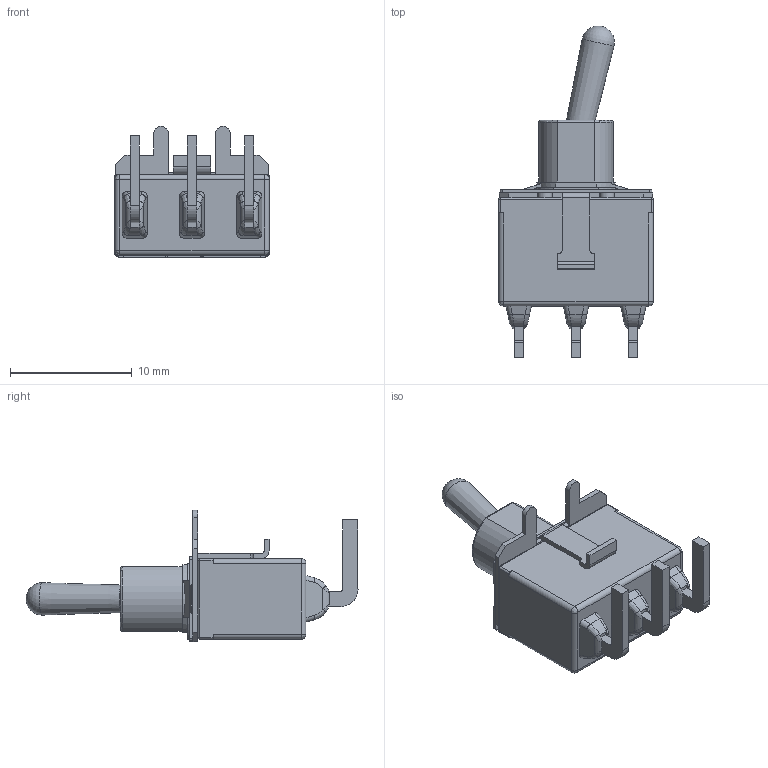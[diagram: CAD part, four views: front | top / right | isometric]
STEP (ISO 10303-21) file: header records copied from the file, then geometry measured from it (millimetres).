
FILE_DESCRIPTION(/* description */ ('STEP AP214'),/* implementation_level */ '2;1');
FILE_NAME(/* name */ 'E103MD1ABE',/* time_stamp */ '2023-03-14T16:51:21+01:00',/* author */ ('License CC BY-ND 4.0'),/* organization */ ('CADENAS'),/* preprocessor_version */ 'ST-DEVELOPER v19.3',/* originating_system */ 'PARTsolutions',/* authorisation */ ' ');
FILE_SCHEMA (('MODEL_BASED_INTEGRATED_MANUFACTURING_SCHEMA','AUTOMOTIVE_DESIGN {1 0 10303 214 3 1 1}'));
Length unit declared in the file: inch
Products named in the file (2): E103MD1ABE; E103MD1ABE_PART1
Assembly tree (1 placements, depth 2):
  E103MD1ABE
    E103MD1ABE_PART1
Bounding box: 12.7 x 27.22 x 10.77 mm (x, y, z)
Volume: 703.5 mm3; surface area: 1706.1 mm2
Topology: 1 solids, 2 shells, 634 faces, 1756 edges, 1121 vertices
Faces by surface type: plane 459, cylinder 104, bspline 32, torus 23, sphere 11, cone 5
Full cylindrical faces by diameter (mm): 1.587 x1, 3.962 x1
Entity records: 21458 total; most frequent: CARTESIAN_POINT 5519, ORIENTED_EDGE 3462, DIRECTION 3073, EDGE_CURVE 1731, LINE 1311, VECTOR 1311, VERTEX_POINT 1112, AXIS2_PLACEMENT_3D 881
